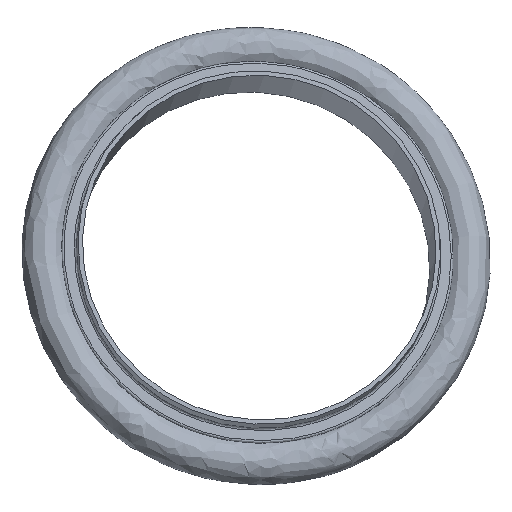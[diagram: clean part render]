
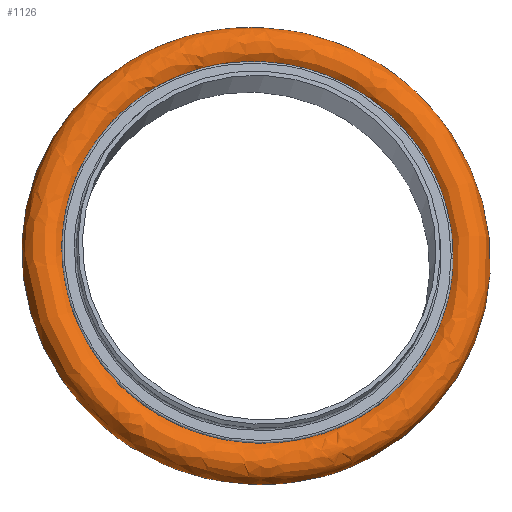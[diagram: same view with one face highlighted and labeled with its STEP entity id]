
A CAD part, front view. The second image highlights one B-rep face of the part: STEP entity #1126.
In plain terms, the highlighted free-form (B-spline) face has degree [3, 3] with [7, 7] control points.
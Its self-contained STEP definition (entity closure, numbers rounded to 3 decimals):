
#53 = CARTESIAN_POINT ( 'NONE',  ( -5., 0., -21.5 ) ) ;
#63 = CARTESIAN_POINT ( 'NONE',  ( 5., 43., 21.5 ) ) ;
#71 = CARTESIAN_POINT ( 'NONE',  ( 5., 0., -21.5 ) ) ;
#158 = CARTESIAN_POINT ( 'NONE',  ( 5., -53., -26.5 ) ) ;
#176 = CARTESIAN_POINT ( 'NONE',  ( 0., 53., -26.5 ) ) ;
#251 = CARTESIAN_POINT ( 'NONE',  ( -5., 43., -21.5 ) ) ;
#260 = CARTESIAN_POINT ( 'NONE',  ( 5., -43., 21.5 ) ) ;
#270 = CARTESIAN_POINT ( 'NONE',  ( 5., 0., -26.5 ) ) ;
#359 = CARTESIAN_POINT ( 'NONE',  ( 5., 53., 26.5 ) ) ;
#445 = CARTESIAN_POINT ( 'NONE',  ( 0., 43., 21.5 ) ) ;
#467 = CARTESIAN_POINT ( 'NONE',  ( 0., 0., 26.5 ) ) ;
#547 = CARTESIAN_POINT ( 'NONE',  ( 0., -53., -26.5 ) ) ;
#647 = CARTESIAN_POINT ( 'NONE',  ( 0., 0., 21.5 ) ) ;
#657 = CARTESIAN_POINT ( 'NONE',  ( -5., 53., 26.5 ) ) ;
#666 = CARTESIAN_POINT ( 'NONE',  ( 0., -53., 26.5 ) ) ;
#853 = CARTESIAN_POINT ( 'NONE',  ( 0., -43., 21.5 ) ) ;
#865 = CARTESIAN_POINT ( 'NONE',  ( 0., -53., -26.5 ) ) ;
#878 = CARTESIAN_POINT ( 'NONE',  ( -5., 0., 26.5 ) ) ;
#1057 = CARTESIAN_POINT ( 'NONE',  ( 0., 0., -26.5 ) ) ;
#1067 = CARTESIAN_POINT ( 'NONE',  ( -5., -43., 21.5 ) ) ;
#1126 = ADVANCED_FACE ( 'NONE', ( ), #2343, .T. ) ;
#1157 = CARTESIAN_POINT ( 'NONE',  ( 0., 0., 26.5 ) ) ;
#1176 = CARTESIAN_POINT ( 'NONE',  ( 5., 0., -26.5 ) ) ;
#1240 = CARTESIAN_POINT ( 'NONE',  ( -5., 0., 21.5 ) ) ;
#1249 = CARTESIAN_POINT ( 'NONE',  ( -5., 43., 21.5 ) ) ;
#1259 = CARTESIAN_POINT ( 'NONE',  ( -5., 53., -26.5 ) ) ;
#1268 = CARTESIAN_POINT ( 'NONE',  ( -5., -53., -26.5 ) ) ;
#1335 = CARTESIAN_POINT ( 'NONE',  ( 0., 0., -26.5 ) ) ;
#1425 = CARTESIAN_POINT ( 'NONE',  ( 0., 0., -21.5 ) ) ;
#1437 = CARTESIAN_POINT ( 'NONE',  ( 0., -43., -21.5 ) ) ;
#1446 = CARTESIAN_POINT ( 'NONE',  ( 5., 0., 21.5 ) ) ;
#1616 = CARTESIAN_POINT ( 'NONE',  ( 0., 43., -21.5 ) ) ;
#1626 = CARTESIAN_POINT ( 'NONE',  ( 5., 0., -21.5 ) ) ;
#1635 = CARTESIAN_POINT ( 'NONE',  ( 5., 53., -26.5 ) ) ;
#1835 = CARTESIAN_POINT ( 'NONE',  ( 0., 53., 26.5 ) ) ;
#1846 = CARTESIAN_POINT ( 'NONE',  ( 5., -43., -21.5 ) ) ;
#1929 = CARTESIAN_POINT ( 'NONE',  ( 5., -53., 26.5 ) ) ;
#1951 = CARTESIAN_POINT ( 'NONE',  ( 0., -53., 26.5 ) ) ;
#2039 = CARTESIAN_POINT ( 'NONE',  ( -5., -43., -21.5 ) ) ;
#2047 = CARTESIAN_POINT ( 'NONE',  ( 0., 53., -26.5 ) ) ;
#2140 = CARTESIAN_POINT ( 'NONE',  ( 0., 0., -26.5 ) ) ;
#2238 = CARTESIAN_POINT ( 'NONE',  ( -5., 0., -26.5 ) ) ;
#2248 = CARTESIAN_POINT ( 'NONE',  ( 0., 0., -26.5 ) ) ;
#2259 = CARTESIAN_POINT ( 'NONE',  ( -5., 0., -26.5 ) ) ;
#2339 = CARTESIAN_POINT ( 'NONE',  ( 5., 0., 26.5 ) ) ;
#2343 =( BOUNDED_SURFACE ( )  B_SPLINE_SURFACE ( 3, 3, ( 
 ( #2248, #2047, #1835, #467, #666, #865, #1057 ),
 ( #2238, #1259, #657, #878, #2458, #1268, #2259 ),
 ( #2424, #251, #1249, #1240, #1067, #2039, #53 ),
 ( #1425, #1616, #445, #647, #853, #1437, #2434 ),
 ( #71, #2446, #63, #1446, #260, #1846, #1626 ),
 ( #270, #1635, #359, #2339, #1929, #158, #1176 ),
 ( #1335, #176, #2551, #1157, #1951, #547, #2140 ) ),
 .UNSPECIFIED., .T., .T., .T. ) 
 B_SPLINE_SURFACE_WITH_KNOTS ( ( 4, 3, 4 ),
 ( 4, 3, 4 ),
 ( 0., 0.5, 1. ),
 ( 0., 0.5, 1. ),
 .UNSPECIFIED. ) 
 GEOMETRIC_REPRESENTATION_ITEM ( )  RATIONAL_B_SPLINE_SURFACE ( (
 ( 1., 0.333, 0.333, 1., 0.333, 0.333, 1.),
 ( 0.333, 0.111, 0.111, 0.333, 0.111, 0.111, 0.333),
 ( 0.333, 0.111, 0.111, 0.333, 0.111, 0.111, 0.333),
 ( 1., 0.333, 0.333, 1., 0.333, 0.333, 1.),
 ( 0.333, 0.111, 0.111, 0.333, 0.111, 0.111, 0.333),
 ( 0.333, 0.111, 0.111, 0.333, 0.111, 0.111, 0.333),
 ( 1., 0.333, 0.333, 1., 0.333, 0.333, 1.) ) ) 
 REPRESENTATION_ITEM ( '' )  SURFACE ( )  );
#2424 = CARTESIAN_POINT ( 'NONE',  ( -5., 0., -21.5 ) ) ;
#2434 = CARTESIAN_POINT ( 'NONE',  ( 0., 0., -21.5 ) ) ;
#2446 = CARTESIAN_POINT ( 'NONE',  ( 5., 43., -21.5 ) ) ;
#2458 = CARTESIAN_POINT ( 'NONE',  ( -5., -53., 26.5 ) ) ;
#2551 = CARTESIAN_POINT ( 'NONE',  ( 0., 53., 26.5 ) ) ;
